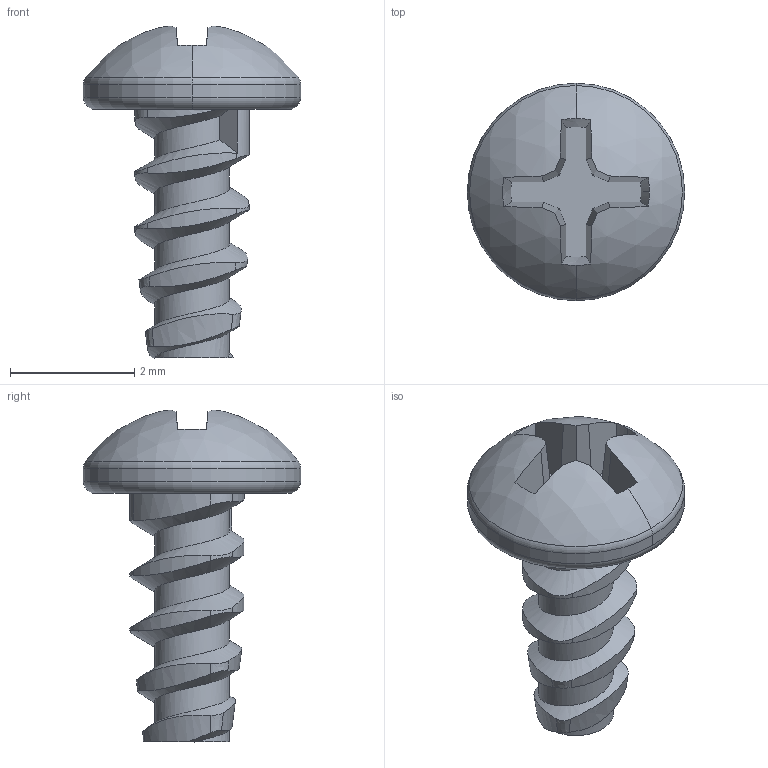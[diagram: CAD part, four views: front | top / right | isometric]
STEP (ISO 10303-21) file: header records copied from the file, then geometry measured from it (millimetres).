
FILE_DESCRIPTION (( 'STEP AP214' ), '1' );
FILE_NAME ('Phillips Thread-Forming Screw M2 x 4mm 90380A324.STEP', '2023-02-25T15:47:42', ( '' ), ( '' ), 'SwSTEP 2.0', 'SolidWorks 2023', '' );
FILE_SCHEMA (( 'AUTOMOTIVE_DESIGN' ));
Length unit declared in the file: millimetre
Products named in the file (1): Phillips Thread-Forming Screw M2 x 4mm 90380A324_90380A324
Bounding box: 3.5 x 3.5 x 5.34 mm (x, y, z)
Volume: 14 mm3; surface area: 60.4 mm2
Topology: 2 solids, 2 shells, 74 faces, 206 edges, 136 vertices
Faces by surface type: cylinder 22, cone 22, plane 21, torus 4, bspline 3, sphere 2
Entity records: 3235 total; most frequent: CARTESIAN_POINT 1434, ORIENTED_EDGE 412, DIRECTION 321, EDGE_CURVE 206, VERTEX_POINT 136, AXIS2_PLACEMENT_3D 127, B_SPLINE_CURVE_WITH_KNOTS 77, FACE_OUTER_BOUND 74
